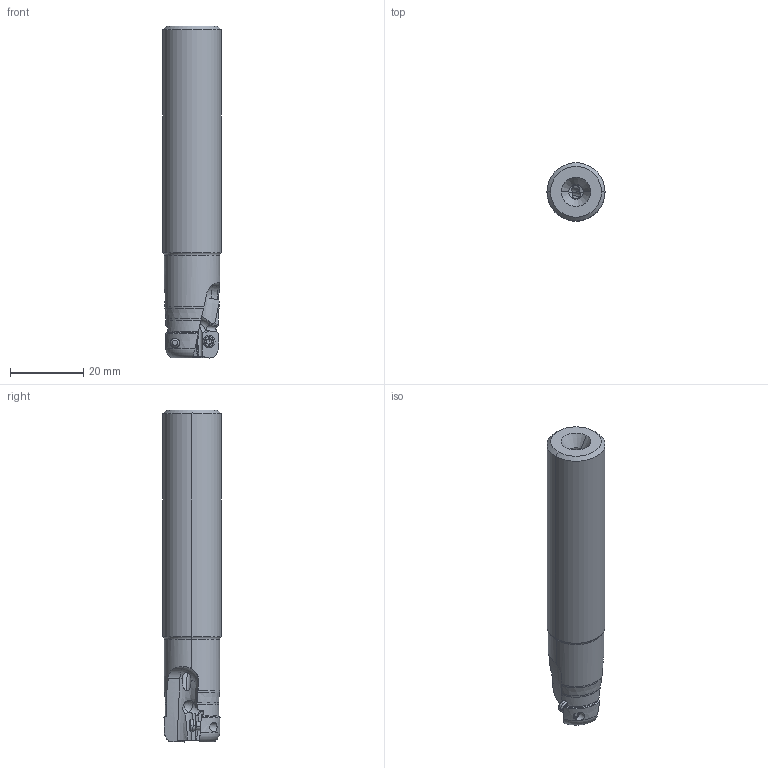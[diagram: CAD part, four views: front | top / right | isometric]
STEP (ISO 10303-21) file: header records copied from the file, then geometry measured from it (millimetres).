
FILE_DESCRIPTION(/* description */ (''),/* implementation_level */ '2;1');
FILE_NAME(/* name */ 'APX3000UR102SA10SB.stp',/* time_stamp */ '2021-09-08T11:46:24+09:00',/* author */ (''),/* organization */ (''),/* preprocessor_version */ 'ST-DEVELOPER v16',/* originating_system */ 'SIEMENS PLM Software NX 10.0',/* authorisation */ '');
FILE_SCHEMA (('AUTOMOTIVE_DESIGN { 1 0 10303 214 3 1 1 1 }'));
Length unit declared in the file: millimetre
Products named in the file (1): APX3000UR102SA10SB_ASM
Bounding box: 15.88 x 15.88 x 90.64 mm (x, y, z)
Volume: 14764.4 mm3; surface area: 5910 mm2
Topology: 3 solids, 3 shells, 194 faces, 597 edges, 418 vertices
Faces by surface type: cylinder 78, plane 44, cone 36, torus 16, sphere 14, bspline 6
Entity records: 9680 total; most frequent: CARTESIAN_POINT 4362, ORIENTED_EDGE 1170, DIRECTION 996, EDGE_CURVE 585, AXIS2_PLACEMENT_3D 424, VERTEX_POINT 398, B_SPLINE_CURVE_WITH_KNOTS 223, CIRCLE 206
